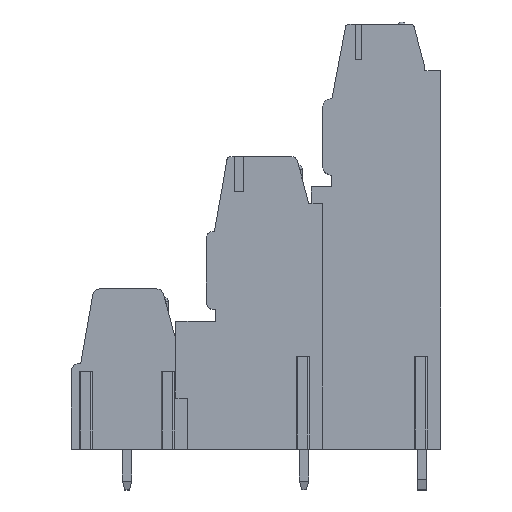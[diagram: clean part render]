
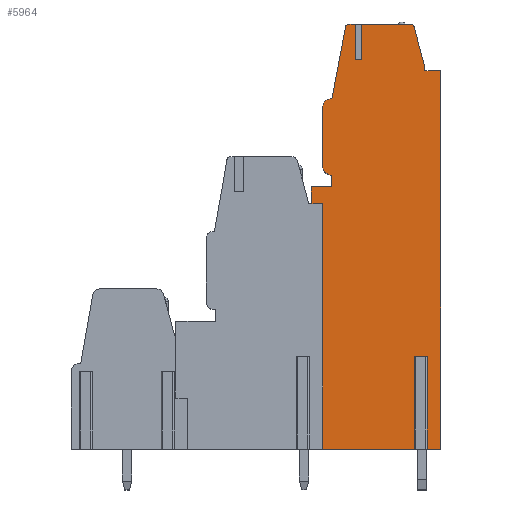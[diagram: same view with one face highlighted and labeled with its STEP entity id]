
A CAD part, top view. The second image highlights one B-rep face of the part: STEP entity #5964.
In plain terms, the highlighted planar face has unit normal (0, 0, 1).
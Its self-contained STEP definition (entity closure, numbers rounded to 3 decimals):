
#13=DIRECTION('',(0.,1.,0.));
#14=VECTOR('',#13,14.45);
#15=CARTESIAN_POINT('',(1.,-19.1,7.62));
#16=LINE('',#15,#14);
#17=DIRECTION('',(0.,-1.,0.));
#18=VECTOR('',#17,1.45);
#19=CARTESIAN_POINT('',(0.,3.5,7.62));
#20=LINE('',#19,#18);
#21=DIRECTION('',(-1.,0.,0.));
#22=VECTOR('',#21,1.8);
#23=CARTESIAN_POINT('',(1.8,3.5,7.62));
#24=LINE('',#23,#22);
#25=DIRECTION('',(0.,-1.,0.));
#26=VECTOR('',#25,1.);
#27=CARTESIAN_POINT('',(1.8,4.5,7.62));
#28=LINE('',#27,#26);
#29=CARTESIAN_POINT('',(1.8,5.3,7.62));
#30=DIRECTION('',(0.,0.,1.));
#31=DIRECTION('',(-1.,0.,0.));
#32=AXIS2_PLACEMENT_3D('',#29,#30,#31);
#34=DIRECTION('',(0.,-1.,0.));
#35=VECTOR('',#34,5.);
#36=CARTESIAN_POINT('',(1.,10.3,7.62));
#37=LINE('',#36,#35);
#38=CARTESIAN_POINT('',(1.8,10.3,7.62));
#39=DIRECTION('',(0.,0.,1.));
#40=DIRECTION('',(0.,1.,0.));
#41=AXIS2_PLACEMENT_3D('',#38,#39,#40);
#43=DIRECTION('',(-0.186,-0.983,0.));
#44=VECTOR('',#43,6.265);
#45=CARTESIAN_POINT('',(2.964,17.256,7.62));
#46=LINE('',#45,#44);
#47=CARTESIAN_POINT('',(3.259,17.2,7.62));
#48=DIRECTION('',(0.,0.,1.));
#49=DIRECTION('',(0.,1.,0.));
#50=AXIS2_PLACEMENT_3D('',#47,#48,#49);
#52=DIRECTION('',(-1.,0.,0.));
#53=VECTOR('',#52,0.551);
#54=CARTESIAN_POINT('',(3.81,17.5,7.62));
#55=LINE('',#54,#53);
#56=DIRECTION('',(0.,-1.,0.));
#57=VECTOR('',#56,3.05);
#58=CARTESIAN_POINT('',(3.81,17.5,7.62));
#59=LINE('',#58,#57);
#60=DIRECTION('',(1.,0.,0.));
#61=VECTOR('',#60,0.5);
#62=CARTESIAN_POINT('',(3.81,14.45,7.62));
#63=LINE('',#62,#61);
#64=DIRECTION('',(0.,-1.,0.));
#65=VECTOR('',#64,3.05);
#66=CARTESIAN_POINT('',(4.31,17.5,7.62));
#67=LINE('',#66,#65);
#68=DIRECTION('',(-1.,0.,0.));
#69=VECTOR('',#68,4.27);
#70=CARTESIAN_POINT('',(8.58,17.5,7.62));
#71=LINE('',#70,#69);
#72=CARTESIAN_POINT('',(8.58,17.2,7.62));
#73=DIRECTION('',(0.,0.,1.));
#74=DIRECTION('',(0.965,0.261,0.));
#75=AXIS2_PLACEMENT_3D('',#72,#73,#74);
#77=DIRECTION('',(-0.261,0.965,0.));
#78=VECTOR('',#77,3.539);
#79=CARTESIAN_POINT('',(9.792,13.861,7.62));
#80=LINE('',#79,#78);
#81=DIRECTION('',(-0.035,0.999,0.));
#82=VECTOR('',#81,0.361);
#83=CARTESIAN_POINT('',(9.805,13.5,7.62));
#84=LINE('',#83,#82);
#85=DIRECTION('',(-1.,0.,0.));
#86=VECTOR('',#85,1.355);
#87=CARTESIAN_POINT('',(11.16,13.5,7.62));
#88=LINE('',#87,#86);
#89=DIRECTION('',(0.,1.,0.));
#90=VECTOR('',#89,32.6);
#91=CARTESIAN_POINT('',(11.16,-19.1,7.62));
#92=LINE('',#91,#90);
#93=DIRECTION('',(1.,0.,0.));
#94=VECTOR('',#93,1.39);
#95=CARTESIAN_POINT('',(9.77,-19.1,7.62));
#96=LINE('',#95,#94);
#97=DIRECTION('',(0.,1.,0.));
#98=VECTOR('',#97,8.);
#99=CARTESIAN_POINT('',(9.77,-19.1,7.62));
#100=LINE('',#99,#98);
#101=DIRECTION('',(-1.,0.,0.));
#102=VECTOR('',#101,0.62);
#103=CARTESIAN_POINT('',(9.77,-11.1,7.62));
#104=LINE('',#103,#102);
#105=DIRECTION('',(0.,1.,0.));
#106=VECTOR('',#105,8.);
#107=CARTESIAN_POINT('',(9.15,-19.1,7.62));
#108=LINE('',#107,#106);
#109=DIRECTION('',(1.,0.,0.));
#110=VECTOR('',#109,8.15);
#111=CARTESIAN_POINT('',(1.,-19.1,7.62));
#112=LINE('',#111,#110);
#133=DIRECTION('',(-1.,0.,0.));
#134=VECTOR('',#133,1.195);
#135=CARTESIAN_POINT('',(1.,-4.65,7.62));
#136=LINE('',#135,#134);
#141=DIRECTION('',(-1.,0.,0.));
#142=VECTOR('',#141,0.195);
#143=CARTESIAN_POINT('',(0.,2.05,7.62));
#144=LINE('',#143,#142);
#181=DIRECTION('',(0.,-1.,0.));
#182=VECTOR('',#181,6.7);
#183=CARTESIAN_POINT('',(-0.195,2.05,7.62));
#184=LINE('',#183,#182);
#4611=CARTESIAN_POINT('',(11.16,-19.1,7.62));
#4612=CARTESIAN_POINT('',(11.16,13.5,7.62));
#4613=VERTEX_POINT('',#4611);
#4614=VERTEX_POINT('',#4612);
#4615=CARTESIAN_POINT('',(9.805,13.5,7.62));
#4616=VERTEX_POINT('',#4615);
#4617=CARTESIAN_POINT('',(9.792,13.861,7.62));
#4618=VERTEX_POINT('',#4617);
#4619=CARTESIAN_POINT('',(8.87,17.278,7.62));
#4620=VERTEX_POINT('',#4619);
#4621=CARTESIAN_POINT('',(8.58,17.5,7.62));
#4622=VERTEX_POINT('',#4621);
#4623=CARTESIAN_POINT('',(3.259,17.5,7.62));
#4624=CARTESIAN_POINT('',(2.964,17.256,7.62));
#4625=VERTEX_POINT('',#4623);
#4626=VERTEX_POINT('',#4624);
#4627=CARTESIAN_POINT('',(1.8,11.1,7.62));
#4628=VERTEX_POINT('',#4627);
#4629=CARTESIAN_POINT('',(1.,10.3,7.62));
#4630=VERTEX_POINT('',#4629);
#4631=CARTESIAN_POINT('',(1.,5.3,7.62));
#4632=VERTEX_POINT('',#4631);
#4633=CARTESIAN_POINT('',(1.8,4.5,7.62));
#4634=VERTEX_POINT('',#4633);
#4635=CARTESIAN_POINT('',(1.8,3.5,7.62));
#4636=VERTEX_POINT('',#4635);
#4637=CARTESIAN_POINT('',(0.,3.5,7.62));
#4638=VERTEX_POINT('',#4637);
#4737=CARTESIAN_POINT('',(1.,-19.1,7.62));
#4738=VERTEX_POINT('',#4737);
#4763=CARTESIAN_POINT('',(9.77,-11.1,7.62));
#4764=CARTESIAN_POINT('',(9.15,-11.1,7.62));
#4765=VERTEX_POINT('',#4763);
#4766=VERTEX_POINT('',#4764);
#4767=CARTESIAN_POINT('',(9.77,-19.1,7.62));
#4768=VERTEX_POINT('',#4767);
#4769=CARTESIAN_POINT('',(9.15,-19.1,7.62));
#4770=VERTEX_POINT('',#4769);
#4807=CARTESIAN_POINT('',(3.81,14.45,7.62));
#4808=CARTESIAN_POINT('',(4.31,14.45,7.62));
#4809=VERTEX_POINT('',#4807);
#4810=VERTEX_POINT('',#4808);
#4811=CARTESIAN_POINT('',(4.31,17.5,7.62));
#4812=VERTEX_POINT('',#4811);
#4813=CARTESIAN_POINT('',(3.81,17.5,7.62));
#4814=VERTEX_POINT('',#4813);
#5191=CARTESIAN_POINT('',(-0.195,-4.65,7.62));
#5193=VERTEX_POINT('',#5191);
#5195=CARTESIAN_POINT('',(0.,2.05,7.62));
#5196=CARTESIAN_POINT('',(-0.195,2.05,7.62));
#5197=VERTEX_POINT('',#5195);
#5198=VERTEX_POINT('',#5196);
#5203=CARTESIAN_POINT('',(1.,-4.65,7.62));
#5205=VERTEX_POINT('',#5203);
#5903=CARTESIAN_POINT('',(0.,0.,7.62));
#5904=DIRECTION('',(0.,0.,1.));
#5905=DIRECTION('',(1.,0.,0.));
#5906=AXIS2_PLACEMENT_3D('',#5903,#5904,#5905);
#5907=PLANE('',#5906);
#5909=ORIENTED_EDGE('',*,*,#5908,.T.);
#5911=ORIENTED_EDGE('',*,*,#5910,.T.);
#5913=ORIENTED_EDGE('',*,*,#5912,.F.);
#5915=ORIENTED_EDGE('',*,*,#5914,.F.);
#5917=ORIENTED_EDGE('',*,*,#5916,.F.);
#5919=ORIENTED_EDGE('',*,*,#5918,.F.);
#5921=ORIENTED_EDGE('',*,*,#5920,.F.);
#5923=ORIENTED_EDGE('',*,*,#5922,.F.);
#5925=ORIENTED_EDGE('',*,*,#5924,.F.);
#5927=ORIENTED_EDGE('',*,*,#5926,.F.);
#5929=ORIENTED_EDGE('',*,*,#5928,.F.);
#5931=ORIENTED_EDGE('',*,*,#5930,.F.);
#5933=ORIENTED_EDGE('',*,*,#5932,.F.);
#5935=ORIENTED_EDGE('',*,*,#5934,.T.);
#5937=ORIENTED_EDGE('',*,*,#5936,.T.);
#5939=ORIENTED_EDGE('',*,*,#5938,.F.);
#5941=ORIENTED_EDGE('',*,*,#5940,.F.);
#5943=ORIENTED_EDGE('',*,*,#5942,.F.);
#5945=ORIENTED_EDGE('',*,*,#5944,.F.);
#5947=ORIENTED_EDGE('',*,*,#5946,.F.);
#5949=ORIENTED_EDGE('',*,*,#5948,.F.);
#5951=ORIENTED_EDGE('',*,*,#5950,.F.);
#5953=ORIENTED_EDGE('',*,*,#5952,.F.);
#5955=ORIENTED_EDGE('',*,*,#5954,.T.);
#5957=ORIENTED_EDGE('',*,*,#5956,.T.);
#5959=ORIENTED_EDGE('',*,*,#5958,.F.);
#5961=ORIENTED_EDGE('',*,*,#5960,.F.);
#5962=EDGE_LOOP('',(#5909,#5911,#5913,#5915,#5917,#5919,#5921,#5923,#5925,#5927,
#5929,#5931,#5933,#5935,#5937,#5939,#5941,#5943,#5945,#5947,#5949,#5951,#5953,
#5955,#5957,#5959,#5961));
#5963=FACE_OUTER_BOUND('',#5962,.F.);
#33=CIRCLE('',#32,0.8);
#42=CIRCLE('',#41,0.8);
#51=CIRCLE('',#50,0.3);
#76=CIRCLE('',#75,0.3);
#5908=EDGE_CURVE('',#4738,#5205,#16,.T.);
#5910=EDGE_CURVE('',#5205,#5193,#136,.T.);
#5912=EDGE_CURVE('',#5198,#5193,#184,.T.);
#5914=EDGE_CURVE('',#5197,#5198,#144,.T.);
#5916=EDGE_CURVE('',#4638,#5197,#20,.T.);
#5918=EDGE_CURVE('',#4636,#4638,#24,.T.);
#5920=EDGE_CURVE('',#4634,#4636,#28,.T.);
#5922=EDGE_CURVE('',#4632,#4634,#33,.T.);
#5924=EDGE_CURVE('',#4630,#4632,#37,.T.);
#5926=EDGE_CURVE('',#4628,#4630,#42,.T.);
#5928=EDGE_CURVE('',#4626,#4628,#46,.T.);
#5930=EDGE_CURVE('',#4625,#4626,#51,.T.);
#5932=EDGE_CURVE('',#4814,#4625,#55,.T.);
#5934=EDGE_CURVE('',#4814,#4809,#59,.T.);
#5936=EDGE_CURVE('',#4809,#4810,#63,.T.);
#5938=EDGE_CURVE('',#4812,#4810,#67,.T.);
#5940=EDGE_CURVE('',#4622,#4812,#71,.T.);
#5942=EDGE_CURVE('',#4620,#4622,#76,.T.);
#5944=EDGE_CURVE('',#4618,#4620,#80,.T.);
#5946=EDGE_CURVE('',#4616,#4618,#84,.T.);
#5948=EDGE_CURVE('',#4614,#4616,#88,.T.);
#5950=EDGE_CURVE('',#4613,#4614,#92,.T.);
#5952=EDGE_CURVE('',#4768,#4613,#96,.T.);
#5954=EDGE_CURVE('',#4768,#4765,#100,.T.);
#5956=EDGE_CURVE('',#4765,#4766,#104,.T.);
#5958=EDGE_CURVE('',#4770,#4766,#108,.T.);
#5960=EDGE_CURVE('',#4738,#4770,#112,.T.);
#5964=ADVANCED_FACE('',(#5963),#5907,.T.);
